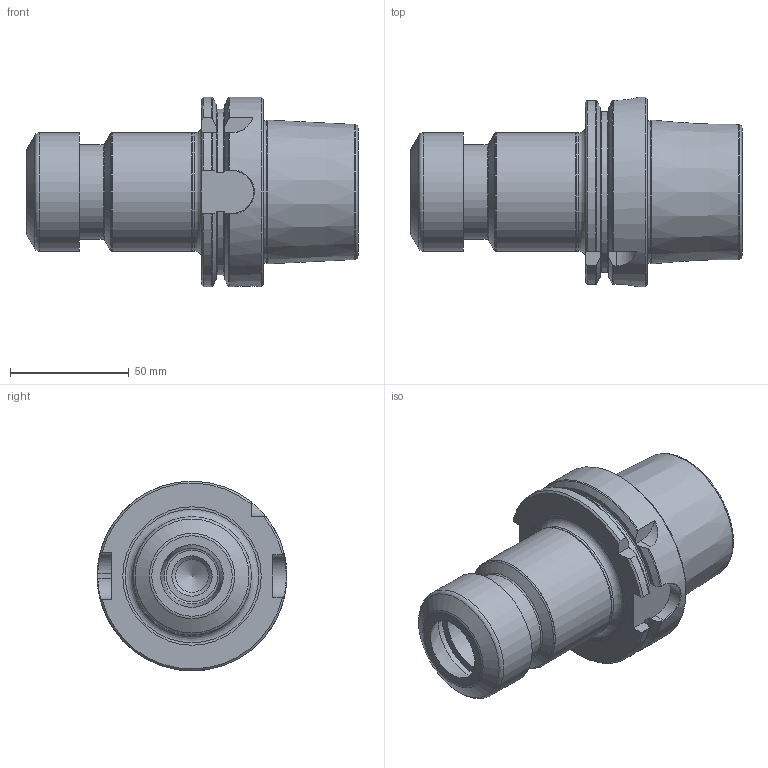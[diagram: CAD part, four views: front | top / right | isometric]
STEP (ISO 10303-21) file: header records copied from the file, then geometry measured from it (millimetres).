
FILE_DESCRIPTION(/* description */ (''),/* implementation_level */ '2;1');
FILE_NAME(/* name */ 'AHSKA80-ER-32-100.stp',/* time_stamp */ '2024-12-11T15:02:47+03:00',/* author */ (''),/* organization */ (''),/* preprocessor_version */ 'ST-DEVELOPER v19.4',/* originating_system */ 'SIEMENS PLM Software NX2306.3001',/* authorisation */ '');
FILE_SCHEMA (('AUTOMOTIVE_DESIGN { 1 0 10303 214 3 1 1 1 }'));
Length unit declared in the file: millimetre
Products named in the file (1): AHSKA80-ER-32-100-light_objects
Bounding box: 140 x 80 x 80 mm (x, y, z)
Volume: 328211.2 mm3; surface area: 42341.6 mm2
Topology: 1 solids, 1 shells, 104 faces, 264 edges, 167 vertices
Faces by surface type: plane 37, cone 26, cylinder 19, torus 19, bspline 3
Full cylindrical faces by diameter (mm): 10 x1, 14 x1, 23.5 x1, 38.5 x1, 40 x1, 49.8 x1, 50 x2, 60.213 x1, 80 x1
Entity records: 3323 total; most frequent: CARTESIAN_POINT 1075, ORIENTED_EDGE 436, DIRECTION 428, EDGE_CURVE 218, AXIS2_PLACEMENT_3D 183, VERTEX_POINT 159, EDGE_LOOP 145, ADVANCED_FACE 104
